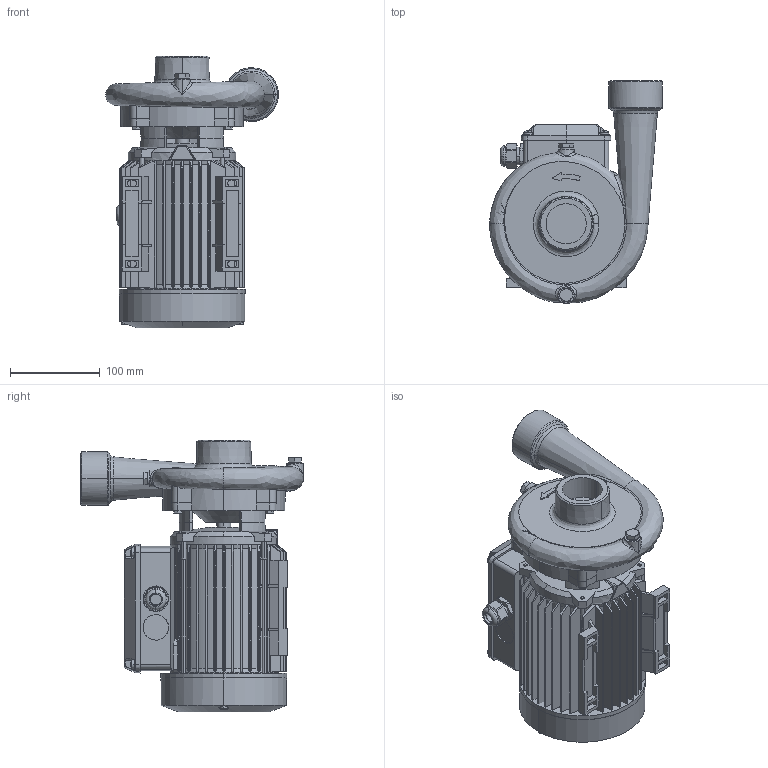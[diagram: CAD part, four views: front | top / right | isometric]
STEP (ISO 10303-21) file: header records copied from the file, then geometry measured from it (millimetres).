
FILE_DESCRIPTION (( 'STEP AP214' ), '1' );
FILE_NAME ('4.93.476.06swp01.step', '2022-02-11T13:38:02', ( '' ), ( '' ), 'SwSTEP 2.0', 'SolidWorks 2020', '' );
FILE_SCHEMA (( 'AUTOMOTIVE_DESIGN' ));
Length unit declared in the file: millimetre
Products named in the file (1): 4.93.476.06swp01
Bounding box: 192.99 x 248.85 x 303.75 mm (x, y, z)
Volume: 4407135.2 mm3; surface area: 384565 mm2
Topology: 3 solids, 3 shells, 1212 faces, 3218 edges, 2090 vertices
Faces by surface type: plane 700, cone 209, cylinder 207, bspline 77, sphere 12, torus 7
Entity records: 72450 total; most frequent: CARTESIAN_POINT 43378, ORIENTED_EDGE 6432, DIRECTION 5455, EDGE_CURVE 3216, VERTEX_POINT 2090, AXIS2_PLACEMENT_3D 1820, LINE 1815, VECTOR 1815
